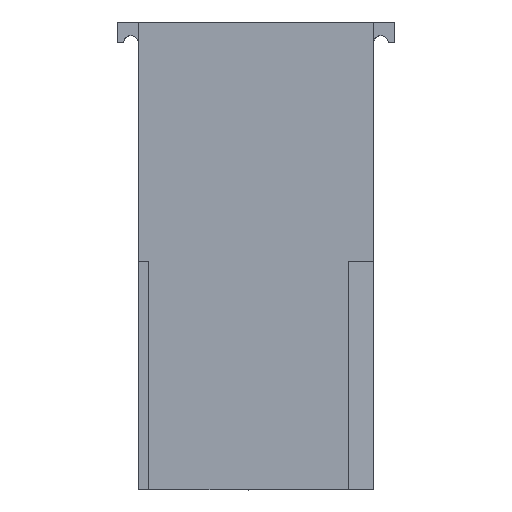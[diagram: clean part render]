
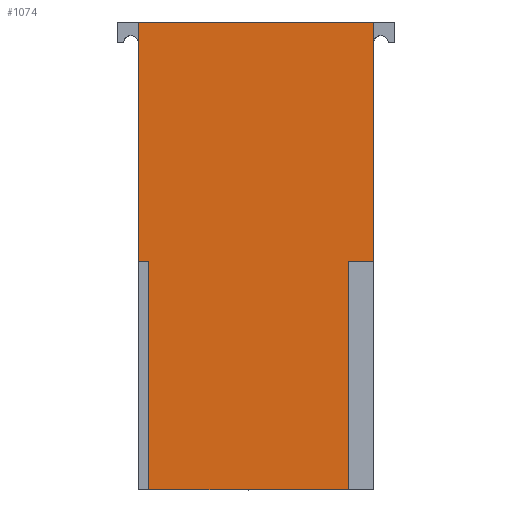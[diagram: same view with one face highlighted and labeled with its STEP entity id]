
A CAD part, front view. The second image highlights one B-rep face of the part: STEP entity #1074.
In plain terms, the highlighted planar face has unit normal (0, -1, 0).
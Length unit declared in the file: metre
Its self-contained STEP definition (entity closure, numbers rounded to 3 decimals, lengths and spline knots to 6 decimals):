
#1074=ADVANCED_FACE('',(#3056),#3057,.F.);
#3056=FACE_OUTER_BOUND('',#6063,.T.);
#3057=PLANE('',#6064);
#6063=EDGE_LOOP('',(#10059,#10060,#10061,#10062,#10063,#10064,#10065,#10066));
#6064=AXIS2_PLACEMENT_3D('',#10067,#10068,#10069);
#10059=ORIENTED_EDGE('',*,*,#19599,.F.);
#10060=ORIENTED_EDGE('',*,*,#19631,.F.);
#10061=ORIENTED_EDGE('',*,*,#19632,.T.);
#10062=ORIENTED_EDGE('',*,*,#19633,.F.);
#10063=ORIENTED_EDGE('',*,*,#19634,.F.);
#10064=ORIENTED_EDGE('',*,*,#19635,.T.);
#10065=ORIENTED_EDGE('',*,*,#19636,.T.);
#10066=ORIENTED_EDGE('',*,*,#19637,.T.);
#10067=CARTESIAN_POINT('',(0.182018,0.095313,-0.145093));
#10068=DIRECTION('',(0.,1.0,0.));
#10069=DIRECTION('',(-1.,0.0,0.));
#19599=EDGE_CURVE('',#23584,#23586,#23587,.T.);
#19631=EDGE_CURVE('',#23648,#23584,#23649,.T.);
#19632=EDGE_CURVE('',#23648,#23650,#23651,.T.);
#19633=EDGE_CURVE('',#23652,#23650,#23653,.T.);
#19634=EDGE_CURVE('',#23654,#23652,#23655,.T.);
#19635=EDGE_CURVE('',#23654,#23656,#23657,.T.);
#19636=EDGE_CURVE('',#23656,#23658,#23659,.T.);
#19637=EDGE_CURVE('',#23658,#23586,#23660,.T.);
#23584=VERTEX_POINT('',#29612);
#23586=VERTEX_POINT('',#29615);
#23587=LINE('',#29616,#29617);
#23648=VERTEX_POINT('',#29708);
#23649=LINE('',#29709,#29710);
#23650=VERTEX_POINT('',#29711);
#23651=LINE('',#29712,#29713);
#23652=VERTEX_POINT('',#29714);
#23653=LINE('',#29715,#29716);
#23654=VERTEX_POINT('',#29717);
#23655=LINE('',#29718,#29719);
#23656=VERTEX_POINT('',#29720);
#23657=LINE('',#29721,#29722);
#23658=VERTEX_POINT('',#29723);
#23659=LINE('',#29724,#29725);
#23660=LINE('',#29726,#29727);
#29612=CARTESIAN_POINT('',(0.197258,0.095313,-0.133749));
#29615=CARTESIAN_POINT('',(0.208413,0.095313,-0.133749));
#29616=CARTESIAN_POINT('',(0.182018,0.095313,-0.133749));
#29617=VECTOR('',#37882,1.0);
#29708=CARTESIAN_POINT('',(0.197258,0.095313,-0.145086));
#29709=CARTESIAN_POINT('',(0.197258,0.095313,-0.14509));
#29710=VECTOR('',#37913,1.0);
#29711=CARTESIAN_POINT('',(0.197758,0.095313,-0.145086));
#29712=CARTESIAN_POINT('',(0.207418,0.095313,-0.145086));
#29713=VECTOR('',#37914,1.0);
#29714=CARTESIAN_POINT('',(0.197758,0.095313,-0.155927));
#29715=CARTESIAN_POINT('',(0.197758,0.095313,-0.145093));
#29716=VECTOR('',#37915,1.0);
#29717=CARTESIAN_POINT('',(0.207212,0.095313,-0.155927));
#29718=CARTESIAN_POINT('',(0.202871,0.095313,-0.155927));
#29719=VECTOR('',#37916,1.0);
#29720=CARTESIAN_POINT('',(0.207212,0.095313,-0.145086));
#29721=CARTESIAN_POINT('',(0.207212,0.095313,-0.131998));
#29722=VECTOR('',#37917,1.0);
#29723=CARTESIAN_POINT('',(0.208413,0.095313,-0.145086));
#29724=CARTESIAN_POINT('',(0.187098,0.095313,-0.145086));
#29725=VECTOR('',#37918,1.0);
#29726=CARTESIAN_POINT('',(0.208413,0.095313,-0.131998));
#29727=VECTOR('',#37919,1.0);
#37882=DIRECTION('',(1.0,0.,0.));
#37913=DIRECTION('',(0.,0.,1.0));
#37914=DIRECTION('',(1.0,0.,0.));
#37915=DIRECTION('',(0.,0.,1.0));
#37916=DIRECTION('',(-1.0,0.,0.));
#37917=DIRECTION('',(0.,0.,1.0));
#37918=DIRECTION('',(1.0,0.,0.));
#37919=DIRECTION('',(0.,0.,1.0));
